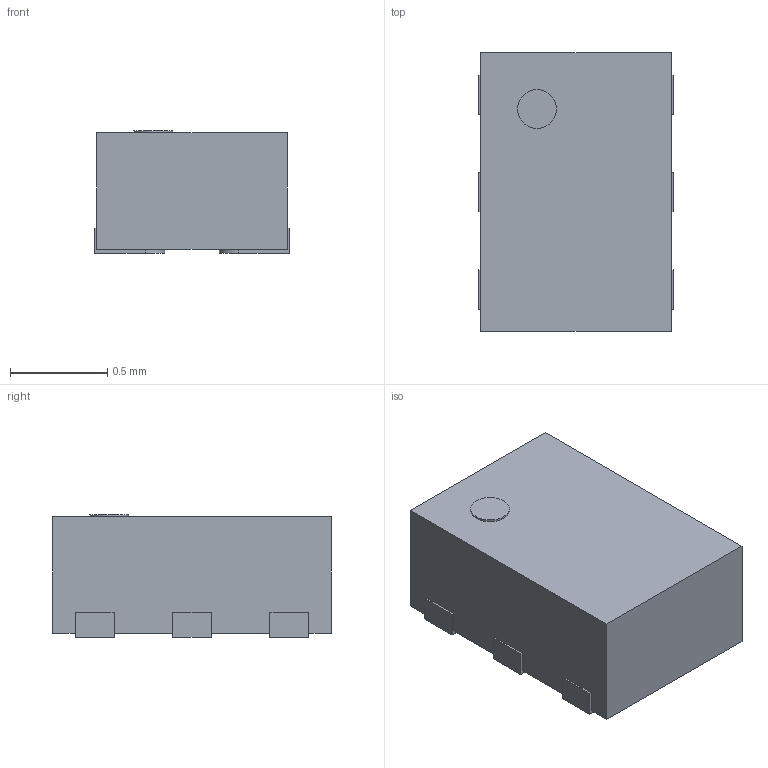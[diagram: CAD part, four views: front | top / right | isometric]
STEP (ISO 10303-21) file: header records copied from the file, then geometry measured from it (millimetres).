
FILE_DESCRIPTION(/* description */ ('model of USON-6_1x1.45mm_P0.5mm'),/* implementation_level */ '2;1');
FILE_NAME(/* name */ 'USON-6_1x1.45mm_P0.5mm.step',/* time_stamp */ '2023-11-23T11:10:28',/* author */ ('KiCAD','kicad'),/* organization */ ('OCCT'),/* preprocessor_version */ '',/* originating_system */ 'KiCAD',/* authorisation */ '');
FILE_SCHEMA(('AUTOMOTIVE_DESIGN { 1 0 10303 214 1 1 1 1 }'));
Length unit declared in the file: millimetre
Products named in the file (1): USON-6_1x1.45mm_P0.5mm
Bounding box: 1 x 1.43 x 0.63 mm (x, y, z)
Volume: 0.9 mm3; surface area: 5.9 mm2
Topology: 1 solids, 1 shells, 44 faces, 123 edges, 82 vertices
Faces by surface type: plane 37, cylinder 7
Full cylindrical faces by diameter (mm): 0.2 x1
Entity records: 1820 total; most frequent: CARTESIAN_POINT 250, ORIENTED_EDGE 246, DIRECTION 227, EDGE_CURVE 123, LINE 109, VECTOR 109, VERTEX_POINT 82, AXIS2_PLACEMENT_3D 59
